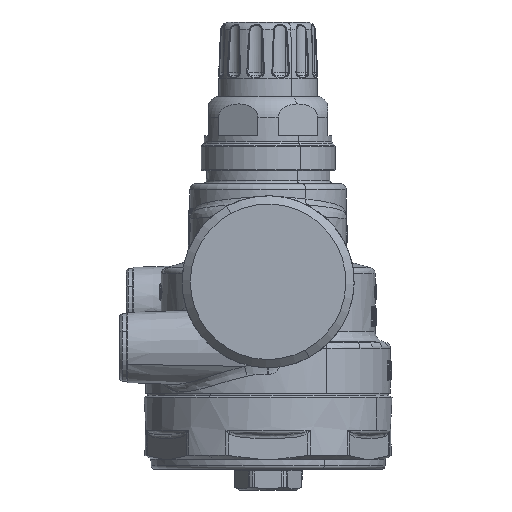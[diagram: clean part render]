
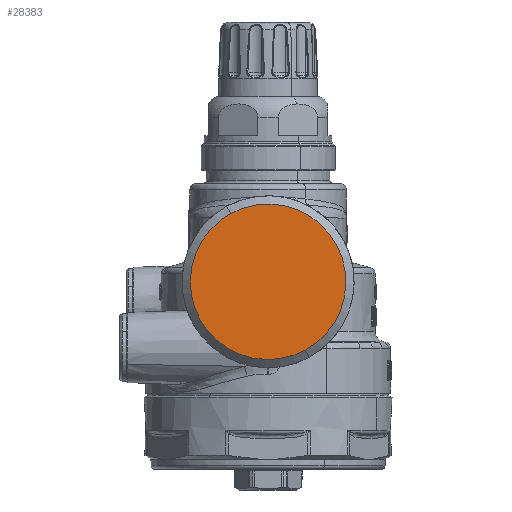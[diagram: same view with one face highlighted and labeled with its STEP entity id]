
A CAD part, front view. The second image highlights one B-rep face of the part: STEP entity #28383.
In plain terms, the highlighted planar face has unit normal (0, -1, 0).
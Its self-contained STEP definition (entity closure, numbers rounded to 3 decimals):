
#28360=CARTESIAN_POINT('Axis2P3D Location',(0.,-45.,18.9)) ;
#28365=CARTESIAN_POINT('Axis2P3D Location',(0.,-45.,0.)) ;
#28369=CARTESIAN_POINT('Vertex',(9.061,-45.,-16.586)) ;
#28371=CARTESIAN_POINT('Vertex',(-9.061,-45.,16.586)) ;
#28374=CARTESIAN_POINT('Axis2P3D Location',(0.,-45.,0.)) ;
#28361=DIRECTION('Axis2P3D Direction',(0.,-1.,0.)) ;
#28362=DIRECTION('Axis2P3D XDirection',(1.,0.,0.)) ;
#28366=DIRECTION('Axis2P3D Direction',(0.,-1.,0.)) ;
#28375=DIRECTION('Axis2P3D Direction',(0.,-1.,0.)) ;
#28363=AXIS2_PLACEMENT_3D('Plane Axis2P3D',#28360,#28361,#28362) ;
#28367=AXIS2_PLACEMENT_3D('Circle Axis2P3D',#28365,#28366,$) ;
#28376=AXIS2_PLACEMENT_3D('Circle Axis2P3D',#28374,#28375,$) ;
#28368=CIRCLE('generated circle',#28367,18.9) ;
#28377=CIRCLE('generated circle',#28376,18.9) ;
#28364=PLANE('',#28363) ;
#28373=EDGE_CURVE('',#28370,#28372,#28368,.T.) ;
#28378=EDGE_CURVE('',#28372,#28370,#28377,.T.) ;
#28380=ORIENTED_EDGE('',*,*,#28373,.T.) ;
#28381=ORIENTED_EDGE('',*,*,#28378,.T.) ;
#28379=EDGE_LOOP('',(#28380,#28381)) ;
#28370=VERTEX_POINT('',#28369) ;
#28372=VERTEX_POINT('',#28371) ;
#28383=ADVANCED_FACE('PartBody',(#28382),#28364,.T.) ;
#28382=FACE_OUTER_BOUND('',#28379,.T.) ;
